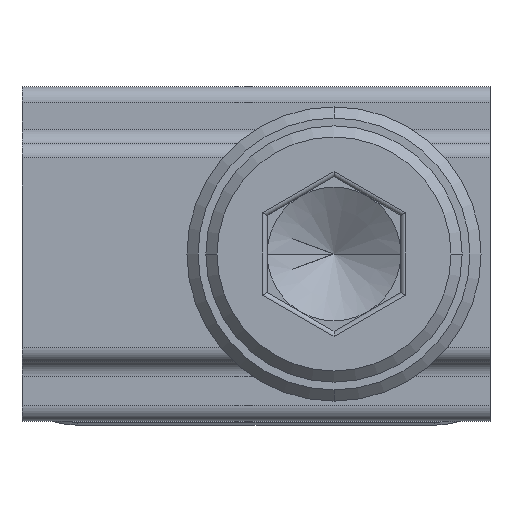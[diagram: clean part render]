
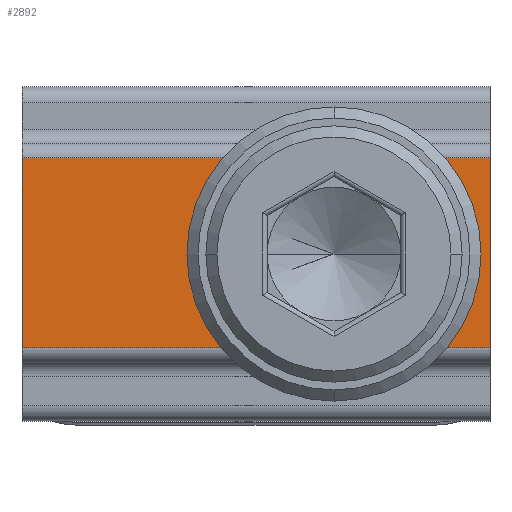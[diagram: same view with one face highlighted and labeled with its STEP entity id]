
A CAD part, front view. The second image highlights one B-rep face of the part: STEP entity #2892.
In plain terms, the highlighted planar face has unit normal (0, -1, 0).
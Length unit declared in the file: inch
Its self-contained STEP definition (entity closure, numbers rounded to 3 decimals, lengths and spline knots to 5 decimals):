
#10 = CIRCLE ( 'NONE', #2561, 0.13872 ) ;
#41 = ORIENTED_EDGE ( 'NONE', *, *, #2543, .T. ) ;
#120 = ORIENTED_EDGE ( 'NONE', *, *, #2948, .T. ) ;
#593 = VECTOR ( 'NONE', #2115, 39.37008 ) ;
#600 = CARTESIAN_POINT ( 'NONE',  ( 0., 2.51969, 0. ) ) ;
#727 = PLANE ( 'NONE',  #1402 ) ;
#764 = CARTESIAN_POINT ( 'NONE',  ( 0.27559, 2.51969, -0.16535 ) ) ;
#952 = CARTESIAN_POINT ( 'NONE',  ( 0., 2.51969, 0.13872 ) ) ;
#983 = EDGE_CURVE ( 'NONE', #1320, #3619, #3090, .T. ) ;
#1212 = CARTESIAN_POINT ( 'NONE',  ( -0.55118, 2.51969, -0.16535 ) ) ;
#1320 = VERTEX_POINT ( 'NONE', #3082 ) ;
#1323 = FACE_BOUND ( 'NONE', #1530, .T. ) ;
#1343 = DIRECTION ( 'NONE',  ( -1., 0., 0. ) ) ;
#1362 = DIRECTION ( 'NONE',  ( 1., 0., 0. ) ) ;
#1402 = AXIS2_PLACEMENT_3D ( 'NONE', #2170, #2498, #1343 ) ;
#1422 = VECTOR ( 'NONE', #2365, 39.37008 ) ;
#1530 = EDGE_LOOP ( 'NONE', ( #120, #2867 ) ) ;
#1551 = VECTOR ( 'NONE', #2242, 39.37008 ) ;
#1620 = VERTEX_POINT ( 'NONE', #1212 ) ;
#1646 = DIRECTION ( 'NONE',  ( 0., 1., 0. ) ) ;
#1672 = CARTESIAN_POINT ( 'NONE',  ( -0.55118, 2.51969, 0.16979 ) ) ;
#1763 = VERTEX_POINT ( 'NONE', #3821 ) ;
#1823 = CARTESIAN_POINT ( 'NONE',  ( 0.27559, 2.51969, 0.16979 ) ) ;
#1908 = CARTESIAN_POINT ( 'NONE',  ( 0.27559, 2.51969, 0.16979 ) ) ;
#2115 = DIRECTION ( 'NONE',  ( -1., 0., 0. ) ) ;
#2170 = CARTESIAN_POINT ( 'NONE',  ( 0.27559, 2.51969, 0. ) ) ;
#2236 = DIRECTION ( 'NONE',  ( 0., 0., 1. ) ) ;
#2242 = DIRECTION ( 'NONE',  ( 0., 0., -1. ) ) ;
#2365 = DIRECTION ( 'NONE',  ( 0., 0., 1. ) ) ;
#2427 = ORIENTED_EDGE ( 'NONE', *, *, #3955, .T. ) ;
#2469 = ORIENTED_EDGE ( 'NONE', *, *, #3852, .T. ) ;
#2498 = DIRECTION ( 'NONE',  ( 0., -1., 0. ) ) ;
#2543 = EDGE_CURVE ( 'NONE', #2688, #1620, #3088, .T. ) ;
#2561 = AXIS2_PLACEMENT_3D ( 'NONE', #3779, #1646, #2236 ) ;
#2688 = VERTEX_POINT ( 'NONE', #1672 ) ;
#2717 = CARTESIAN_POINT ( 'NONE',  ( 0.27559, 2.51969, 0. ) ) ;
#2737 = EDGE_LOOP ( 'NONE', ( #3164, #2427, #2469, #41 ) ) ;
#2738 = VECTOR ( 'NONE', #1362, 39.37008 ) ;
#2867 = ORIENTED_EDGE ( 'NONE', *, *, #983, .T. ) ;
#2892 = ADVANCED_FACE ( 'NONE', ( #3123, #1323 ), #727, .T. ) ;
#2948 = EDGE_CURVE ( 'NONE', #3619, #1320, #10, .T. ) ;
#3071 = DIRECTION ( 'NONE',  ( 0., 0., 1. ) ) ;
#3082 = CARTESIAN_POINT ( 'NONE',  ( 0., 2.51969, -0.13872 ) ) ;
#3088 = LINE ( 'NONE', #3720, #1551 ) ;
#3090 = CIRCLE ( 'NONE', #3608, 0.13872 ) ;
#3112 = EDGE_CURVE ( 'NONE', #1620, #1763, #3240, .T. ) ;
#3123 = FACE_OUTER_BOUND ( 'NONE', #2737, .T. ) ;
#3164 = ORIENTED_EDGE ( 'NONE', *, *, #3112, .T. ) ;
#3240 = LINE ( 'NONE', #764, #2738 ) ;
#3275 = LINE ( 'NONE', #2717, #1422 ) ;
#3370 = DIRECTION ( 'NONE',  ( 0., 1., 0. ) ) ;
#3576 = VERTEX_POINT ( 'NONE', #1908 ) ;
#3608 = AXIS2_PLACEMENT_3D ( 'NONE', #600, #3370, #3071 ) ;
#3619 = VERTEX_POINT ( 'NONE', #952 ) ;
#3655 = LINE ( 'NONE', #1823, #593 ) ;
#3720 = CARTESIAN_POINT ( 'NONE',  ( -0.55118, 2.51969, 0. ) ) ;
#3779 = CARTESIAN_POINT ( 'NONE',  ( 0., 2.51969, 0. ) ) ;
#3821 = CARTESIAN_POINT ( 'NONE',  ( 0.27559, 2.51969, -0.16535 ) ) ;
#3852 = EDGE_CURVE ( 'NONE', #3576, #2688, #3655, .T. ) ;
#3955 = EDGE_CURVE ( 'NONE', #1763, #3576, #3275, .T. ) ;
